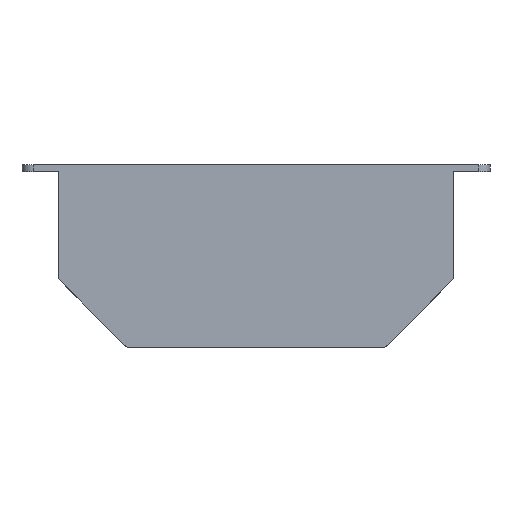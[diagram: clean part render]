
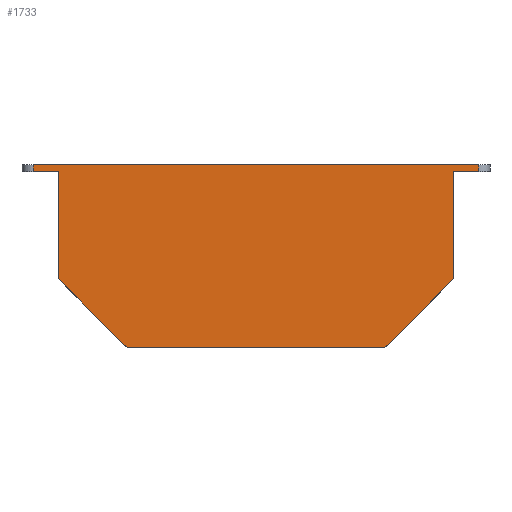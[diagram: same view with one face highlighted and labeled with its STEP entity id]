
A CAD part, front view. The second image highlights one B-rep face of the part: STEP entity #1733.
In plain terms, the highlighted planar face has unit normal (0, -1, 0).
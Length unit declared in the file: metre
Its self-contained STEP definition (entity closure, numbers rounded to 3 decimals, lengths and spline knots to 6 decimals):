
#92=ORIENTED_EDGE('',*,*,#588,.F.);
#93=ORIENTED_EDGE('',*,*,#589,.T.);
#94=ORIENTED_EDGE('',*,*,#590,.F.);
#95=ORIENTED_EDGE('',*,*,#591,.T.);
#96=ORIENTED_EDGE('',*,*,#592,.F.);
#97=ORIENTED_EDGE('',*,*,#593,.T.);
#98=ORIENTED_EDGE('',*,*,#594,.T.);
#99=ORIENTED_EDGE('',*,*,#595,.T.);
#100=ORIENTED_EDGE('',*,*,#596,.F.);
#101=ORIENTED_EDGE('',*,*,#597,.F.);
#588=EDGE_CURVE('',#834,#835,#1004,.T.);
#589=EDGE_CURVE('',#834,#836,#1005,.T.);
#590=EDGE_CURVE('',#837,#836,#1006,.T.);
#591=EDGE_CURVE('',#837,#838,#1007,.T.);
#592=EDGE_CURVE('',#839,#838,#1008,.T.);
#593=EDGE_CURVE('',#839,#840,#1009,.T.);
#594=EDGE_CURVE('',#840,#841,#1010,.T.);
#595=EDGE_CURVE('',#841,#842,#1011,.F.);
#596=EDGE_CURVE('',#843,#842,#1012,.T.);
#597=EDGE_CURVE('',#835,#843,#1013,.T.);
#834=VERTEX_POINT('',#2505);
#835=VERTEX_POINT('',#2506);
#836=VERTEX_POINT('',#2508);
#837=VERTEX_POINT('',#2510);
#838=VERTEX_POINT('',#2512);
#839=VERTEX_POINT('',#2514);
#840=VERTEX_POINT('',#2516);
#841=VERTEX_POINT('',#2518);
#842=VERTEX_POINT('',#2520);
#843=VERTEX_POINT('',#2522);
#1004=LINE('',#2504,#1216);
#1005=LINE('',#2507,#1217);
#1006=LINE('',#2509,#1218);
#1007=LINE('',#2511,#1219);
#1008=LINE('',#2513,#1220);
#1009=LINE('',#2515,#1221);
#1010=LINE('',#2517,#1222);
#1011=LINE('',#2519,#1223);
#1012=LINE('',#2521,#1224);
#1013=LINE('',#2523,#1225);
#1216=VECTOR('',#2005,1.);
#1217=VECTOR('',#2006,1.);
#1218=VECTOR('',#2007,1.);
#1219=VECTOR('',#2008,1.);
#1220=VECTOR('',#2009,1.);
#1221=VECTOR('',#2010,1.);
#1222=VECTOR('',#2011,1.);
#1223=VECTOR('',#2012,1.);
#1224=VECTOR('',#2013,1.);
#1225=VECTOR('',#2014,1.);
#1403=EDGE_LOOP('',(#92,#93,#94,#95,#96,#97,#98,#99,#100,#101));
#1529=FACE_BOUND('',#1403,.T.);
#1655=PLANE('',#1842);
#1733=ADVANCED_FACE('',(#1529),#1655,.F.);
#1842=AXIS2_PLACEMENT_3D('',#2503,#2003,#2004);
#2003=DIRECTION('',(0.,1.,0.));
#2004=DIRECTION('',(-1.,0.,0.));
#2005=DIRECTION('',(-0.707,0.,0.707));
#2006=DIRECTION('',(1.,0.,0.));
#2007=DIRECTION('',(-0.707,0.,-0.707));
#2008=DIRECTION('',(0.,0.,1.));
#2009=DIRECTION('',(-1.,0.,0.));
#2010=DIRECTION('',(0.,0.,1.));
#2011=DIRECTION('',(-1.,0.,0.));
#2012=DIRECTION('',(0.,0.,1.));
#2013=DIRECTION('',(-1.,0.,0.));
#2014=DIRECTION('',(0.,0.,1.));
#2503=CARTESIAN_POINT('',(0.,-0.020701,-0.1524));
#2504=CARTESIAN_POINT('',(-0.090805,-0.020701,-0.08255));
#2505=CARTESIAN_POINT('',(-0.071755,-0.020701,-0.1016));
#2506=CARTESIAN_POINT('',(-0.109855,-0.020701,-0.0635));
#2507=CARTESIAN_POINT('',(-0.109855,-0.020701,-0.1016));
#2508=CARTESIAN_POINT('',(0.071755,-0.020701,-0.1016));
#2509=CARTESIAN_POINT('',(0.090805,-0.020701,-0.08255));
#2510=CARTESIAN_POINT('',(0.109855,-0.020701,-0.0635));
#2511=CARTESIAN_POINT('',(0.109855,-0.020701,-0.09652));
#2512=CARTESIAN_POINT('',(0.109855,-0.020701,-0.00381));
#2513=CARTESIAN_POINT('',(0.,-0.020701,-0.00381));
#2514=CARTESIAN_POINT('',(0.123825,-0.020701,-0.00381));
#2515=CARTESIAN_POINT('',(0.123825,-0.020701,-0.1524));
#2516=CARTESIAN_POINT('',(0.123825,-0.020701,0.));
#2517=CARTESIAN_POINT('',(0.,-0.020701,0.));
#2518=CARTESIAN_POINT('',(-0.123825,-0.020701,0.));
#2519=CARTESIAN_POINT('',(-0.123825,-0.020701,-0.00381));
#2520=CARTESIAN_POINT('',(-0.123825,-0.020701,-0.00381));
#2521=CARTESIAN_POINT('',(0.,-0.020701,-0.00381));
#2522=CARTESIAN_POINT('',(-0.109855,-0.020701,-0.00381));
#2523=CARTESIAN_POINT('',(-0.109855,-0.020701,-0.09652));
